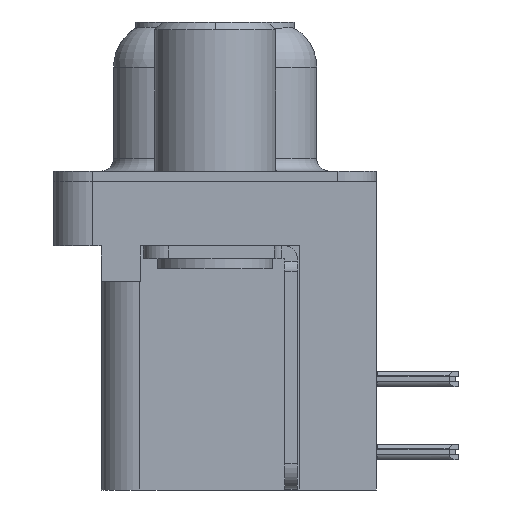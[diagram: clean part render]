
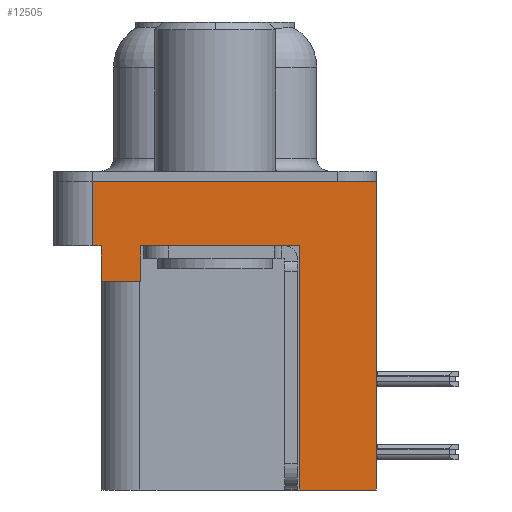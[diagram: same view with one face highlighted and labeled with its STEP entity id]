
A CAD part, left-side view. The second image highlights one B-rep face of the part: STEP entity #12505.
In plain terms, the highlighted planar face has unit normal (-1, 0, 0).
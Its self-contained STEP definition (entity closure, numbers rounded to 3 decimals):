
#130 = VERTEX_POINT ( 'NONE', #22383 ) ;
#1143 = ORIENTED_EDGE ( 'NONE', *, *, #28763, .F. ) ;
#1616 = ORIENTED_EDGE ( 'NONE', *, *, #30283, .F. ) ;
#1956 = CARTESIAN_POINT ( 'NONE',  ( -2.91, 4.425, -3.9 ) ) ;
#2579 = EDGE_CURVE ( 'NONE', #26099, #130, #19216, .T. ) ;
#2605 = DIRECTION ( 'NONE',  ( 0., -1., 0. ) ) ;
#2949 = CARTESIAN_POINT ( 'NONE',  ( -2.91, -6.275, 0. ) ) ;
#3307 = EDGE_CURVE ( 'NONE', #24341, #22179, #5042, .T. ) ;
#3355 = CARTESIAN_POINT ( 'NONE',  ( -2.91, 4.425, -2.5 ) ) ;
#3482 = ORIENTED_EDGE ( 'NONE', *, *, #3307, .F. ) ;
#3517 = AXIS2_PLACEMENT_3D ( 'NONE', #9580, #29224, #15289 ) ;
#3742 = VECTOR ( 'NONE', #7386, 1000. ) ;
#4048 = LINE ( 'NONE', #20652, #26041 ) ;
#4348 = DIRECTION ( 'NONE',  ( 0., 0., 1. ) ) ;
#4747 = CARTESIAN_POINT ( 'NONE',  ( -2.91, 4.775, 0. ) ) ;
#5042 = LINE ( 'NONE', #36239, #3742 ) ;
#5339 = CARTESIAN_POINT ( 'NONE',  ( -2.91, 2.895, -3.9 ) ) ;
#6755 = CARTESIAN_POINT ( 'NONE',  ( -2.91, -6.275, -12. ) ) ;
#7320 = ORIENTED_EDGE ( 'NONE', *, *, #16317, .F. ) ;
#7386 = DIRECTION ( 'NONE',  ( 0., 1., 0. ) ) ;
#7610 = VERTEX_POINT ( 'NONE', #4747 ) ;
#7860 = LINE ( 'NONE', #2949, #22743 ) ;
#8417 = LINE ( 'NONE', #11486, #14163 ) ;
#9580 = CARTESIAN_POINT ( 'NONE',  ( -2.91, -6.275, -2.5 ) ) ;
#9720 = CARTESIAN_POINT ( 'NONE',  ( -2.91, -6.275, -2.5 ) ) ;
#10745 = CARTESIAN_POINT ( 'NONE',  ( -2.91, -3.295, -12. ) ) ;
#10858 = FACE_OUTER_BOUND ( 'NONE', #14260, .T. ) ;
#11036 = ORIENTED_EDGE ( 'NONE', *, *, #23051, .F. ) ;
#11321 = LINE ( 'NONE', #17926, #32819 ) ;
#11486 = CARTESIAN_POINT ( 'NONE',  ( -2.91, 2.895, -3.9 ) ) ;
#12030 = DIRECTION ( 'NONE',  ( 0., 0., 1. ) ) ;
#12327 = CARTESIAN_POINT ( 'NONE',  ( -2.91, -6.275, 0. ) ) ;
#12505 = ADVANCED_FACE ( 'NONE', ( #10858 ), #26146, .T. ) ;
#13367 = VECTOR ( 'NONE', #35936, 1000. ) ;
#13757 = VERTEX_POINT ( 'NONE', #3355 ) ;
#14163 = VECTOR ( 'NONE', #14182, 1000. ) ;
#14182 = DIRECTION ( 'NONE',  ( 0., 0., 1. ) ) ;
#14260 = EDGE_LOOP ( 'NONE', ( #1616, #1143, #21484, #34385, #7320, #29767, #15730, #11036, #3482, #24366 ) ) ;
#15289 = DIRECTION ( 'NONE',  ( 0., 0., 1. ) ) ;
#15730 = ORIENTED_EDGE ( 'NONE', *, *, #2579, .T. ) ;
#16317 = EDGE_CURVE ( 'NONE', #17069, #36254, #35712, .T. ) ;
#16648 = CARTESIAN_POINT ( 'NONE',  ( -2.91, 2.895, -2.5 ) ) ;
#16985 = CARTESIAN_POINT ( 'NONE',  ( -2.91, -6.275, -2.5 ) ) ;
#17069 = VERTEX_POINT ( 'NONE', #5339 ) ;
#17725 = EDGE_CURVE ( 'NONE', #28991, #13757, #25582, .T. ) ;
#17926 = CARTESIAN_POINT ( 'NONE',  ( -2.91, 4.775, -2.5 ) ) ;
#19216 = LINE ( 'NONE', #9720, #36331 ) ;
#19313 = DIRECTION ( 'NONE',  ( 0., 1., 0. ) ) ;
#19523 = CARTESIAN_POINT ( 'NONE',  ( -2.91, -3.295, -12. ) ) ;
#19809 = DIRECTION ( 'NONE',  ( 0., -1., 0. ) ) ;
#19911 = VECTOR ( 'NONE', #19313, 1000. ) ;
#20652 = CARTESIAN_POINT ( 'NONE',  ( -2.91, 4.425, -3.9 ) ) ;
#21126 = VECTOR ( 'NONE', #2605, 1000. ) ;
#21463 = VERTEX_POINT ( 'NONE', #12327 ) ;
#21484 = ORIENTED_EDGE ( 'NONE', *, *, #17725, .T. ) ;
#22078 = EDGE_CURVE ( 'NONE', #36254, #13757, #4048, .T. ) ;
#22159 = CARTESIAN_POINT ( 'NONE',  ( -2.91, -6.275, -2.5 ) ) ;
#22179 = VERTEX_POINT ( 'NONE', #10745 ) ;
#22383 = CARTESIAN_POINT ( 'NONE',  ( -2.91, -3.295, -2.5 ) ) ;
#22743 = VECTOR ( 'NONE', #19809, 1000. ) ;
#22762 = CARTESIAN_POINT ( 'NONE',  ( -2.91, 4.775, -2.5 ) ) ;
#23051 = EDGE_CURVE ( 'NONE', #22179, #130, #35266, .T. ) ;
#24113 = DIRECTION ( 'NONE',  ( 0., 0., 1. ) ) ;
#24341 = VERTEX_POINT ( 'NONE', #6755 ) ;
#24366 = ORIENTED_EDGE ( 'NONE', *, *, #32655, .T. ) ;
#24839 = LINE ( 'NONE', #16985, #29247 ) ;
#25582 = LINE ( 'NONE', #22159, #21126 ) ;
#26041 = VECTOR ( 'NONE', #24113, 1000. ) ;
#26099 = VERTEX_POINT ( 'NONE', #16648 ) ;
#26146 = PLANE ( 'NONE',  #3517 ) ;
#28763 = EDGE_CURVE ( 'NONE', #28991, #7610, #11321, .T. ) ;
#28991 = VERTEX_POINT ( 'NONE', #22762 ) ;
#29224 = DIRECTION ( 'NONE',  ( -1., 0., 0. ) ) ;
#29247 = VECTOR ( 'NONE', #4348, 1000. ) ;
#29376 = DIRECTION ( 'NONE',  ( 0., -1., 0. ) ) ;
#29767 = ORIENTED_EDGE ( 'NONE', *, *, #35814, .T. ) ;
#30261 = CARTESIAN_POINT ( 'NONE',  ( -2.91, 4.425, -3.9 ) ) ;
#30283 = EDGE_CURVE ( 'NONE', #7610, #21463, #7860, .T. ) ;
#32655 = EDGE_CURVE ( 'NONE', #24341, #21463, #24839, .T. ) ;
#32819 = VECTOR ( 'NONE', #12030, 1000. ) ;
#34385 = ORIENTED_EDGE ( 'NONE', *, *, #22078, .F. ) ;
#35266 = LINE ( 'NONE', #19523, #13367 ) ;
#35712 = LINE ( 'NONE', #30261, #19911 ) ;
#35814 = EDGE_CURVE ( 'NONE', #17069, #26099, #8417, .T. ) ;
#35936 = DIRECTION ( 'NONE',  ( 0., 0., 1. ) ) ;
#36239 = CARTESIAN_POINT ( 'NONE',  ( -2.91, -3.295, -12. ) ) ;
#36254 = VERTEX_POINT ( 'NONE', #1956 ) ;
#36331 = VECTOR ( 'NONE', #29376, 1000. ) ;
